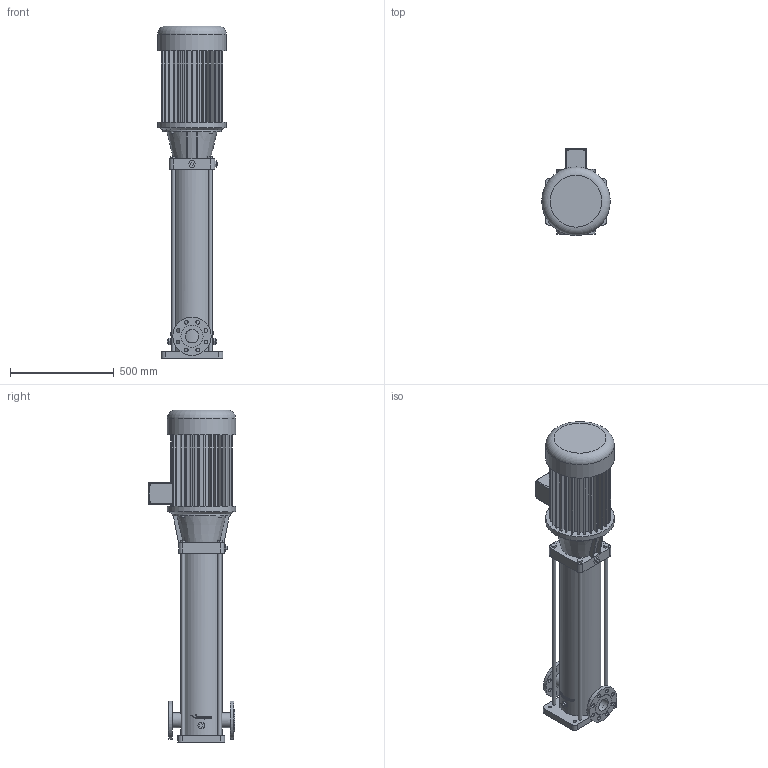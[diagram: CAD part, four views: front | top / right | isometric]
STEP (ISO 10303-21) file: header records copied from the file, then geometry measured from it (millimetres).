
FILE_DESCRIPTION(('STEP AP203'), '1');
FILE_NAME('曶笴 岈32-70(-2)...80(-2)', '', ('UNSPECIFIED'), ('UNSPECIFIED'), 'C3D Converter', 'C3D Toolkit', '');
FILE_SCHEMA(('CONFIG_CONTROL_DESIGN'));
Length unit declared in the file: millimetre
Bounding box: 330 x 420 x 1600 mm (x, y, z)
Volume: 72642270.2 mm3; surface area: 2332486.9 mm2
Topology: 1 solids, 1 shells, 519 faces, 1456 edges, 987 vertices
Faces by surface type: plane 361, cylinder 145, bspline 6, cone 5, torus 2
Full cylindrical faces by diameter (mm): 14 x4, 18 x20, 32 x2, 65 x2, 74 x2, 107 x2, 185 x2, 200 x1, 280 x1, 330 x2
Entity records: 23015 total; most frequent: CARTESIAN_POINT 5777, ORIENTED_EDGE 2668, DIRECTION 2603, EDGE_CURVE 1334, VERTEX_POINT 903, LINE 871, VECTOR 871, AXIS2_PLACEMENT_3D 866
